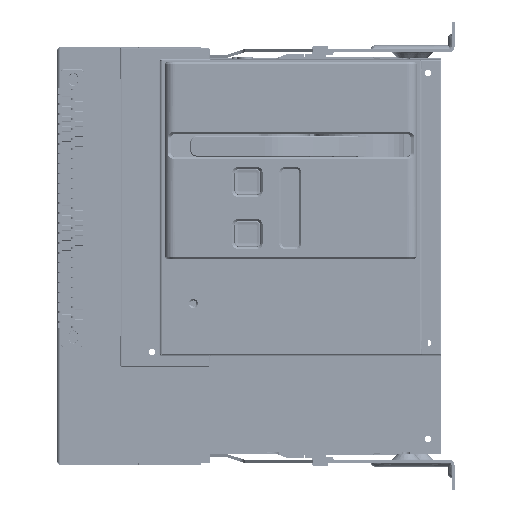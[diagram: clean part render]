
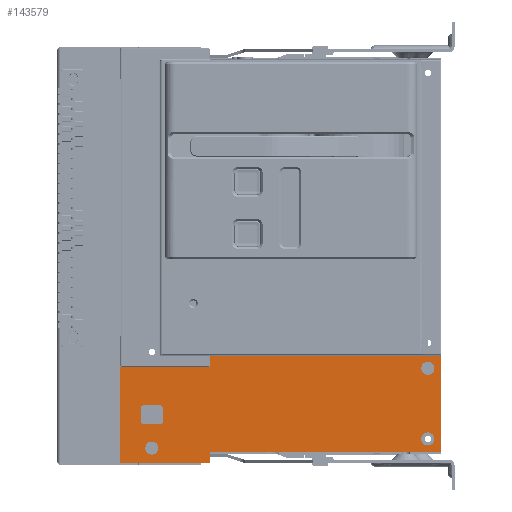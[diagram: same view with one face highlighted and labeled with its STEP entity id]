
A CAD part, left-side view. The second image highlights one B-rep face of the part: STEP entity #143579.
In plain terms, the highlighted planar face has unit normal (-1, 0, 0).
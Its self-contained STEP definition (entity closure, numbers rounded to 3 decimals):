
#39464=CARTESIAN_POINT('',(-67.,229.5,-204.));
#39465=DIRECTION('',(-1.,0.,0.));
#39466=DIRECTION('',(0.,0.,-1.));
#39467=AXIS2_PLACEMENT_3D('',#39464,#39465,#39466);
#39469=DIRECTION('',(0.,1.,0.));
#39470=VECTOR('',#39469,88.5);
#39471=CARTESIAN_POINT('',(-67.,229.5,-204.5));
#39472=LINE('',#39471,#39470);
#39473=DIRECTION('',(0.,0.,1.));
#39474=VECTOR('',#39473,95.);
#39475=CARTESIAN_POINT('',(-67.,318.,-204.5));
#39476=LINE('',#39475,#39474);
#39477=DIRECTION('',(0.,-1.,0.));
#39478=VECTOR('',#39477,89.);
#39479=CARTESIAN_POINT('',(-67.,318.,-109.5));
#39480=LINE('',#39479,#39478);
#39481=DIRECTION('',(0.,0.,1.));
#39482=VECTOR('',#39481,11.);
#39483=CARTESIAN_POINT('',(-67.,229.,-109.5));
#39484=LINE('',#39483,#39482);
#39485=DIRECTION('',(0.,-1.,0.));
#39486=VECTOR('',#39485,229.);
#39487=CARTESIAN_POINT('',(-67.,229.,-98.5));
#39488=LINE('',#39487,#39486);
#39489=DIRECTION('',(0.,0.,-1.));
#39490=VECTOR('',#39489,95.);
#39491=CARTESIAN_POINT('',(-67.,0.,-98.5));
#39492=LINE('',#39491,#39490);
#39493=DIRECTION('',(0.,1.,0.));
#39494=VECTOR('',#39493,227.);
#39495=CARTESIAN_POINT('',(-67.,0.,-193.5));
#39496=LINE('',#39495,#39494);
#39497=DIRECTION('',(0.,0.,-1.));
#39498=VECTOR('',#39497,8.5);
#39499=CARTESIAN_POINT('',(-67.,229.,-195.5));
#39500=LINE('',#39499,#39498);
#39501=CARTESIAN_POINT('',(-67.,286.5,-190.));
#39502=DIRECTION('',(-1.,0.,0.));
#39503=DIRECTION('',(0.,-1.,0.));
#39504=AXIS2_PLACEMENT_3D('',#39501,#39502,#39503);
#39506=CARTESIAN_POINT('',(-67.,286.5,-190.));
#39507=DIRECTION('',(-1.,0.,0.));
#39508=DIRECTION('',(0.,1.,0.));
#39509=AXIS2_PLACEMENT_3D('',#39506,#39507,#39508);
#39511=CARTESIAN_POINT('',(-67.,13.5,-181.));
#39512=DIRECTION('',(-1.,0.,0.));
#39513=DIRECTION('',(0.,-1.,0.));
#39514=AXIS2_PLACEMENT_3D('',#39511,#39512,#39513);
#39516=CARTESIAN_POINT('',(-67.,13.5,-181.));
#39517=DIRECTION('',(-1.,0.,0.));
#39518=DIRECTION('',(0.,1.,0.));
#39519=AXIS2_PLACEMENT_3D('',#39516,#39517,#39518);
#39521=CARTESIAN_POINT('',(-67.,13.5,-111.));
#39522=DIRECTION('',(-1.,0.,0.));
#39523=DIRECTION('',(0.,-1.,0.));
#39524=AXIS2_PLACEMENT_3D('',#39521,#39522,#39523);
#39526=CARTESIAN_POINT('',(-67.,13.5,-111.));
#39527=DIRECTION('',(-1.,0.,0.));
#39528=DIRECTION('',(0.,1.,0.));
#39529=AXIS2_PLACEMENT_3D('',#39526,#39527,#39528);
#39531=CARTESIAN_POINT('',(-67.,294.1,-163.1));
#39532=DIRECTION('',(-1.,0.,0.));
#39533=DIRECTION('',(0.,1.,0.));
#39534=AXIS2_PLACEMENT_3D('',#39531,#39532,#39533);
#39536=DIRECTION('',(0.,-1.,0.));
#39537=VECTOR('',#39536,15.2);
#39538=CARTESIAN_POINT('',(-67.,294.1,-166.5));
#39539=LINE('',#39538,#39537);
#39540=CARTESIAN_POINT('',(-67.,278.9,-163.1));
#39541=DIRECTION('',(-1.,0.,0.));
#39542=DIRECTION('',(0.,0.,-1.));
#39543=AXIS2_PLACEMENT_3D('',#39540,#39541,#39542);
#39545=DIRECTION('',(0.,0.,1.));
#39546=VECTOR('',#39545,12.2);
#39547=CARTESIAN_POINT('',(-67.,275.5,-163.1));
#39548=LINE('',#39547,#39546);
#39549=CARTESIAN_POINT('',(-67.,278.9,-150.9));
#39550=DIRECTION('',(-1.,0.,0.));
#39551=DIRECTION('',(0.,-1.,0.));
#39552=AXIS2_PLACEMENT_3D('',#39549,#39550,#39551);
#39554=DIRECTION('',(0.,1.,0.));
#39555=VECTOR('',#39554,15.2);
#39556=CARTESIAN_POINT('',(-67.,278.9,-147.5));
#39557=LINE('',#39556,#39555);
#39558=CARTESIAN_POINT('',(-67.,294.1,-150.9));
#39559=DIRECTION('',(-1.,0.,0.));
#39560=DIRECTION('',(0.,0.,1.));
#39561=AXIS2_PLACEMENT_3D('',#39558,#39559,#39560);
#39563=DIRECTION('',(0.,0.,-1.));
#39564=VECTOR('',#39563,12.2);
#39565=CARTESIAN_POINT('',(-67.,297.5,-150.9));
#39566=LINE('',#39565,#39564);
#40210=CARTESIAN_POINT('',(-67.,227.,-195.5));
#40211=DIRECTION('',(1.,0.,0.));
#40212=DIRECTION('',(0.,1.,0.));
#40213=AXIS2_PLACEMENT_3D('',#40210,#40211,#40212);
#81115=CARTESIAN_POINT('',(-67.,0.,-98.5));
#81116=CARTESIAN_POINT('',(-67.,0.,-193.5));
#81117=VERTEX_POINT('',#81115);
#81118=VERTEX_POINT('',#81116);
#81119=CARTESIAN_POINT('',(-67.,229.,-98.5));
#81120=VERTEX_POINT('',#81119);
#81121=CARTESIAN_POINT('',(-67.,229.,-109.5));
#81122=VERTEX_POINT('',#81121);
#81123=CARTESIAN_POINT('',(-67.,318.,-109.5));
#81124=VERTEX_POINT('',#81123);
#81125=CARTESIAN_POINT('',(-67.,318.,-204.5));
#81126=VERTEX_POINT('',#81125);
#81369=CARTESIAN_POINT('',(-67.,280.,-190.));
#81370=CARTESIAN_POINT('',(-67.,293.,-190.));
#81371=VERTEX_POINT('',#81369);
#81372=VERTEX_POINT('',#81370);
#81373=CARTESIAN_POINT('',(-67.,7.,-181.));
#81374=CARTESIAN_POINT('',(-67.,20.,-181.));
#81375=VERTEX_POINT('',#81373);
#81376=VERTEX_POINT('',#81374);
#81377=CARTESIAN_POINT('',(-67.,7.,-111.));
#81378=CARTESIAN_POINT('',(-67.,20.,-111.));
#81379=VERTEX_POINT('',#81377);
#81380=VERTEX_POINT('',#81378);
#81579=CARTESIAN_POINT('',(-67.,227.,-193.5));
#81581=VERTEX_POINT('',#81579);
#81583=CARTESIAN_POINT('',(-67.,229.,-195.5));
#81585=VERTEX_POINT('',#81583);
#81614=CARTESIAN_POINT('',(-67.,229.5,-204.5));
#81615=VERTEX_POINT('',#81614);
#81616=CARTESIAN_POINT('',(-67.,229.,-204.));
#81617=VERTEX_POINT('',#81616);
#81702=CARTESIAN_POINT('',(-67.,297.5,-163.1));
#81703=CARTESIAN_POINT('',(-67.,294.1,-166.5));
#81704=VERTEX_POINT('',#81702);
#81705=VERTEX_POINT('',#81703);
#81706=CARTESIAN_POINT('',(-67.,278.9,-166.5));
#81707=VERTEX_POINT('',#81706);
#81708=CARTESIAN_POINT('',(-67.,275.5,-163.1));
#81709=VERTEX_POINT('',#81708);
#81710=CARTESIAN_POINT('',(-67.,275.5,-150.9));
#81711=VERTEX_POINT('',#81710);
#81712=CARTESIAN_POINT('',(-67.,278.9,-147.5));
#81713=VERTEX_POINT('',#81712);
#81714=CARTESIAN_POINT('',(-67.,294.1,-147.5));
#81715=VERTEX_POINT('',#81714);
#81716=CARTESIAN_POINT('',(-67.,297.5,-150.9));
#81717=VERTEX_POINT('',#81716);
#143520=CARTESIAN_POINT('',(-67.,208.69,-161.53));
#143521=DIRECTION('',(-1.,0.,0.));
#143522=DIRECTION('',(0.,-1.,0.));
#143523=AXIS2_PLACEMENT_3D('',#143520,#143521,#143522);
#143524=PLANE('',#143523);
#143526=ORIENTED_EDGE('',*,*,#143525,.F.);
#143528=ORIENTED_EDGE('',*,*,#143527,.T.);
#143530=ORIENTED_EDGE('',*,*,#143529,.T.);
#143532=ORIENTED_EDGE('',*,*,#143531,.T.);
#143534=ORIENTED_EDGE('',*,*,#143533,.T.);
#143535=ORIENTED_EDGE('',*,*,#108932,.T.);
#143536=ORIENTED_EDGE('',*,*,#104383,.T.);
#143537=ORIENTED_EDGE('',*,*,#104325,.T.);
#143539=ORIENTED_EDGE('',*,*,#143538,.F.);
#143541=ORIENTED_EDGE('',*,*,#143540,.T.);
#143542=EDGE_LOOP('',(#143526,#143528,#143530,#143532,#143534,#143535,#143536,
#143537,#143539,#143541));
#143543=FACE_OUTER_BOUND('',#143542,.F.);
#143544=ORIENTED_EDGE('',*,*,#143510,.T.);
#143546=ORIENTED_EDGE('',*,*,#143545,.T.);
#143547=EDGE_LOOP('',(#143544,#143546));
#143548=FACE_BOUND('',#143547,.F.);
#143550=ORIENTED_EDGE('',*,*,#143549,.T.);
#143552=ORIENTED_EDGE('',*,*,#143551,.T.);
#143553=EDGE_LOOP('',(#143550,#143552));
#143554=FACE_BOUND('',#143553,.F.);
#143556=ORIENTED_EDGE('',*,*,#143555,.T.);
#143558=ORIENTED_EDGE('',*,*,#143557,.T.);
#143559=EDGE_LOOP('',(#143556,#143558));
#143560=FACE_BOUND('',#143559,.F.);
#143562=ORIENTED_EDGE('',*,*,#143561,.T.);
#143564=ORIENTED_EDGE('',*,*,#143563,.T.);
#143566=ORIENTED_EDGE('',*,*,#143565,.T.);
#143568=ORIENTED_EDGE('',*,*,#143567,.T.);
#143570=ORIENTED_EDGE('',*,*,#143569,.T.);
#143572=ORIENTED_EDGE('',*,*,#143571,.T.);
#143574=ORIENTED_EDGE('',*,*,#143573,.T.);
#143576=ORIENTED_EDGE('',*,*,#143575,.T.);
#143577=EDGE_LOOP('',(#143562,#143564,#143566,#143568,#143570,#143572,#143574,
#143576));
#143578=FACE_BOUND('',#143577,.F.);
#143579=ADVANCED_FACE('',(#143543,#143548,#143554,#143560,#143578),#143524,.T.);
#39468=CIRCLE('',#39467,0.5);
#39505=CIRCLE('',#39504,6.5);
#39510=CIRCLE('',#39509,6.5);
#39515=CIRCLE('',#39514,6.5);
#39520=CIRCLE('',#39519,6.5);
#39525=CIRCLE('',#39524,6.5);
#39530=CIRCLE('',#39529,6.5);
#39535=CIRCLE('',#39534,3.4);
#39544=CIRCLE('',#39543,3.4);
#39553=CIRCLE('',#39552,3.4);
#39562=CIRCLE('',#39561,3.4);
#40214=CIRCLE('',#40213,2.);
#104325=EDGE_CURVE('',#81118,#81581,#39496,.T.);
#104383=EDGE_CURVE('',#81117,#81118,#39492,.T.);
#108932=EDGE_CURVE('',#81120,#81117,#39488,.T.);
#143510=EDGE_CURVE('',#81371,#81372,#39505,.T.);
#143525=EDGE_CURVE('',#81615,#81617,#39468,.T.);
#143527=EDGE_CURVE('',#81615,#81126,#39472,.T.);
#143529=EDGE_CURVE('',#81126,#81124,#39476,.T.);
#143531=EDGE_CURVE('',#81124,#81122,#39480,.T.);
#143533=EDGE_CURVE('',#81122,#81120,#39484,.T.);
#143538=EDGE_CURVE('',#81585,#81581,#40214,.T.);
#143540=EDGE_CURVE('',#81585,#81617,#39500,.T.);
#143545=EDGE_CURVE('',#81372,#81371,#39510,.T.);
#143549=EDGE_CURVE('',#81375,#81376,#39515,.T.);
#143551=EDGE_CURVE('',#81376,#81375,#39520,.T.);
#143555=EDGE_CURVE('',#81379,#81380,#39525,.T.);
#143557=EDGE_CURVE('',#81380,#81379,#39530,.T.);
#143561=EDGE_CURVE('',#81704,#81705,#39535,.T.);
#143563=EDGE_CURVE('',#81705,#81707,#39539,.T.);
#143565=EDGE_CURVE('',#81707,#81709,#39544,.T.);
#143567=EDGE_CURVE('',#81709,#81711,#39548,.T.);
#143569=EDGE_CURVE('',#81711,#81713,#39553,.T.);
#143571=EDGE_CURVE('',#81713,#81715,#39557,.T.);
#143573=EDGE_CURVE('',#81715,#81717,#39562,.T.);
#143575=EDGE_CURVE('',#81717,#81704,#39566,.T.);
